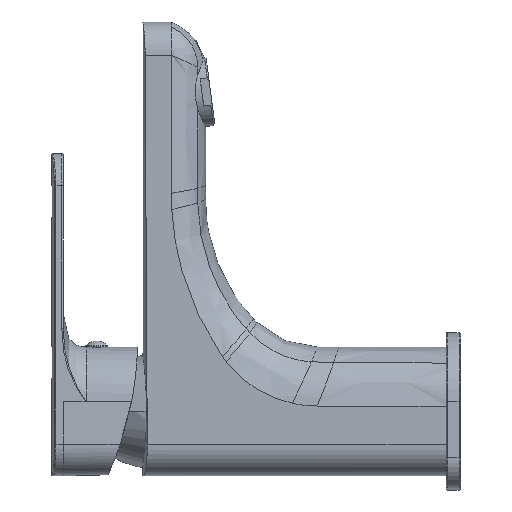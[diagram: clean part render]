
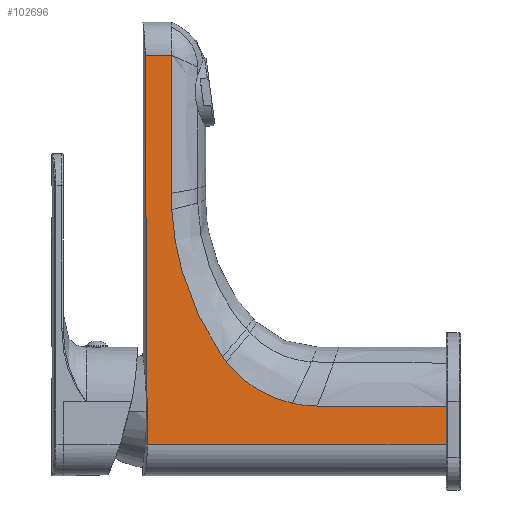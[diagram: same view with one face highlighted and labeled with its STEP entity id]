
A CAD part, left-side view. The second image highlights one B-rep face of the part: STEP entity #102696.
In plain terms, the highlighted planar face has unit normal (-0.999, 0, 0.043).
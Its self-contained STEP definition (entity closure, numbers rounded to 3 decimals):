
#33315=CARTESIAN_POINT('',(-22.081,104.366,
-11.687));
#33352=DIRECTION('',(0.043,0.,0.999));
#33353=VECTOR('',#33352,13.6);
#33354=CARTESIAN_POINT('',(-22.081,0.,-11.687));
#33355=LINE('',#33354,#33353);
#33356=DIRECTION('',(0.,1.,0.));
#33357=VECTOR('',#33356,104.366);
#33358=CARTESIAN_POINT('',(-22.081,0.,-11.687));
#33359=LINE('',#33358,#33357);
#33360=CARTESIAN_POINT('',(-16.259,105.116,
124.395));
#33361=CARTESIAN_POINT('',(-18.2,104.905,
79.034));
#33362=CARTESIAN_POINT('',(-20.141,104.655,
33.673));
#33363=CARTESIAN_POINT('',(-22.081,104.366,
-11.687));
#33365=DIRECTION('',(-0.043,0.,-0.999));
#33366=VECTOR('',#33365,48.247);
#33367=CARTESIAN_POINT('',(-16.259,96.,124.395));
#33368=LINE('',#33367,#33366);
#33369=DIRECTION('',(0.,-1.,0.));
#33370=VECTOR('',#33369,45.);
#33371=CARTESIAN_POINT('',(-21.5,45.,1.9));
#33372=LINE('',#33371,#33370);
#33434=DIRECTION('',(0.,-1.,0.));
#33435=VECTOR('',#33434,9.116);
#33436=CARTESIAN_POINT('',(-16.259,105.116,
124.395));
#33437=LINE('',#33436,#33435);
#33462=CARTESIAN_POINT('',(-18.567,95.835,
70.458));
#33463=CARTESIAN_POINT('',(-18.485,95.945,
72.367));
#33464=CARTESIAN_POINT('',(-18.403,96.,74.28));
#33465=CARTESIAN_POINT('',(-18.321,96.,76.193));
#33551=CARTESIAN_POINT('',(-21.5,45.,1.9));
#33552=CARTESIAN_POINT('',(-21.5,47.955,
1.9));
#33553=CARTESIAN_POINT('',(-21.486,50.909,
2.226));
#33554=CARTESIAN_POINT('',(-21.459,53.793,
2.869));
#33562=CARTESIAN_POINT('',(-21.459,53.793,
2.869));
#33563=CARTESIAN_POINT('',(-21.415,58.322,
3.879));
#33564=CARTESIAN_POINT('',(-21.261,67.027,
7.476));
#33565=CARTESIAN_POINT('',(-20.991,74.002,
13.801));
#33566=CARTESIAN_POINT('',(-20.834,76.852,
17.46));
#33574=CARTESIAN_POINT('',(-20.834,76.852,
17.46));
#33575=CARTESIAN_POINT('',(-20.809,77.303,
18.04));
#33576=CARTESIAN_POINT('',(-20.784,77.738,
18.631));
#33577=CARTESIAN_POINT('',(-20.758,78.157,
19.234));
#33585=CARTESIAN_POINT('',(-20.758,78.157,
19.234));
#33586=CARTESIAN_POINT('',(-20.437,83.376,
26.748));
#33587=CARTESIAN_POINT('',(-19.732,91.734,
43.214));
#33588=CARTESIAN_POINT('',(-18.957,95.31,
61.328));
#33589=CARTESIAN_POINT('',(-18.567,95.835,
70.458));
#33812=VERTEX_POINT('',#33585);
#33813=VERTEX_POINT('',#33589);
#33814=VERTEX_POINT('',#33574);
#33815=VERTEX_POINT('',#33562);
#33820=CARTESIAN_POINT('',(-16.259,96.,124.395));
#33821=CARTESIAN_POINT('',(-18.321,96.,76.193));
#33822=VERTEX_POINT('',#33820);
#33823=VERTEX_POINT('',#33821);
#33839=VERTEX_POINT('',#33551);
#33843=VERTEX_POINT('',#33315);
#33844=VERTEX_POINT('',#33360);
#41510=CARTESIAN_POINT('',(-22.081,0.,-11.687));
#41511=VERTEX_POINT('',#41510);
#41512=CARTESIAN_POINT('',(-21.5,0.,1.9));
#41513=VERTEX_POINT('',#41512);
#102671=CARTESIAN_POINT('',(-22.081,0.,-11.687));
#102672=DIRECTION('',(-0.999,0.,0.043));
#102673=DIRECTION('',(0.043,0.,0.999));
#102674=AXIS2_PLACEMENT_3D('',#102671,#102672,#102673);
#102675=PLANE('',#102674);
#102676=ORIENTED_EDGE('',*,*,#45464,.F.);
#102677=ORIENTED_EDGE('',*,*,#102654,.T.);
#102678=ORIENTED_EDGE('',*,*,#45358,.F.);
#102680=ORIENTED_EDGE('',*,*,#102679,.T.);
#102681=ORIENTED_EDGE('',*,*,#45119,.T.);
#102683=ORIENTED_EDGE('',*,*,#102682,.F.);
#102685=ORIENTED_EDGE('',*,*,#102684,.F.);
#102687=ORIENTED_EDGE('',*,*,#102686,.F.);
#102689=ORIENTED_EDGE('',*,*,#102688,.F.);
#102691=ORIENTED_EDGE('',*,*,#102690,.F.);
#102693=ORIENTED_EDGE('',*,*,#102692,.T.);
#102694=EDGE_LOOP('',(#102676,#102677,#102678,#102680,#102681,#102683,#102685,
#102687,#102689,#102691,#102693));
#102695=FACE_OUTER_BOUND('',#102694,.F.);
#102696=ADVANCED_FACE('',(#102695),#102675,.T.);
#33364=B_SPLINE_CURVE_WITH_KNOTS('',3,(#33360,#33361,#33362,#33363),
.UNSPECIFIED.,.F.,.F.,(4,4),(0.,1.),.UNSPECIFIED.);
#33466=B_SPLINE_CURVE_WITH_KNOTS('',3,(#33462,#33463,#33464,#33465),
.UNSPECIFIED.,.F.,.F.,(4,4),(0.,1.),.UNSPECIFIED.);
#33555=B_SPLINE_CURVE_WITH_KNOTS('',3,(#33551,#33552,#33553,#33554),
.UNSPECIFIED.,.F.,.F.,(4,4),(0.,1.),.UNSPECIFIED.);
#33567=B_SPLINE_CURVE_WITH_KNOTS('',3,(#33562,#33563,#33564,#33565,#33566),
.UNSPECIFIED.,.F.,.F.,(4,1,4),(0.,0.5,1.),.UNSPECIFIED.);
#33578=B_SPLINE_CURVE_WITH_KNOTS('',3,(#33574,#33575,#33576,#33577),
.UNSPECIFIED.,.F.,.F.,(4,4),(0.,1.),.UNSPECIFIED.);
#33590=B_SPLINE_CURVE_WITH_KNOTS('',3,(#33585,#33586,#33587,#33588,#33589),
.UNSPECIFIED.,.F.,.F.,(4,1,4),(0.,0.5,1.),.UNSPECIFIED.);
#45119=EDGE_CURVE('',#33822,#33823,#33368,.T.);
#45358=EDGE_CURVE('',#33844,#33843,#33364,.T.);
#45464=EDGE_CURVE('',#41511,#41513,#33355,.T.);
#102654=EDGE_CURVE('',#41511,#33843,#33359,.T.);
#102679=EDGE_CURVE('',#33844,#33822,#33437,.T.);
#102682=EDGE_CURVE('',#33813,#33823,#33466,.T.);
#102684=EDGE_CURVE('',#33812,#33813,#33590,.T.);
#102686=EDGE_CURVE('',#33814,#33812,#33578,.T.);
#102688=EDGE_CURVE('',#33815,#33814,#33567,.T.);
#102690=EDGE_CURVE('',#33839,#33815,#33555,.T.);
#102692=EDGE_CURVE('',#33839,#41513,#33372,.T.);
